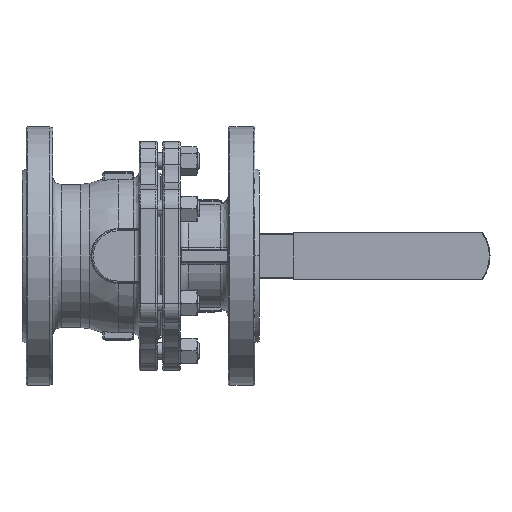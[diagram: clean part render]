
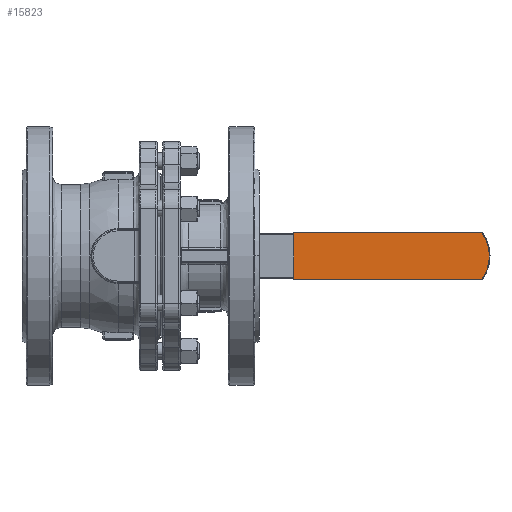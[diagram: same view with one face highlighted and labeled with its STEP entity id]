
A CAD part, front view. The second image highlights one B-rep face of the part: STEP entity #15823.
In plain terms, the highlighted planar face has unit normal (0, -1, 0).
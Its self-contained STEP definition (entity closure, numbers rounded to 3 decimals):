
#801 = ORIENTED_EDGE ( 'NONE', *, *, #39424, .F. ) ;
#805 = CARTESIAN_POINT ( 'NONE',  ( 344.444, 140.354, 33.831 ) ) ;
#1143 = VERTEX_POINT ( 'NONE', #22223 ) ;
#1587 = CARTESIAN_POINT ( 'NONE',  ( 209.616, 140.354, 0.331 ) ) ;
#2323 = VECTOR ( 'NONE', #32500, 1000. ) ;
#7045 = ORIENTED_EDGE ( 'NONE', *, *, #64489, .F. ) ;
#9480 = VECTOR ( 'NONE', #42527, 1000. ) ;
#9746 = DIRECTION ( 'NONE',  ( 0., 1., 0. ) ) ;
#10414 = CARTESIAN_POINT ( 'NONE',  ( 349.829, 140.354, 17.331 ) ) ;
#11169 = CARTESIAN_POINT ( 'NONE',  ( 209.616, 140.354, 0.831 ) ) ;
#11255 = LINE ( 'NONE', #37415, #9480 ) ;
#12804 = VERTEX_POINT ( 'NONE', #60785 ) ;
#13275 = EDGE_CURVE ( 'NONE', #13438, #43591, #37119, .T. ) ;
#13438 = VERTEX_POINT ( 'NONE', #805 ) ;
#15823 = ADVANCED_FACE ( 'NONE', ( #25352 ), #55243, .F. ) ;
#17536 = LINE ( 'NONE', #1587, #2323 ) ;
#19634 = CARTESIAN_POINT ( 'NONE',  ( 349.829, 140.354, 17.331 ) ) ;
#19662 = VERTEX_POINT ( 'NONE', #11169 ) ;
#19885 = DIRECTION ( 'NONE',  ( 1., 0., 0. ) ) ;
#20234 = CARTESIAN_POINT ( 'NONE',  ( 349.829, 140.354, 23.314 ) ) ;
#20281 = ORIENTED_EDGE ( 'NONE', *, *, #33007, .F. ) ;
#22223 = CARTESIAN_POINT ( 'NONE',  ( 344.444, 140.354, 0.831 ) ) ;
#24994 = ORIENTED_EDGE ( 'NONE', *, *, #13275, .F. ) ;
#25352 = FACE_OUTER_BOUND ( 'NONE', #60174, .T. ) ;
#30795 = CARTESIAN_POINT ( 'NONE',  ( 347.973, 140.354, 29.001 ) ) ;
#32500 = DIRECTION ( 'NONE',  ( 0., 0., 1. ) ) ;
#32539 = CARTESIAN_POINT ( 'NONE',  ( 349.829, 140.354, 11.349 ) ) ;
#33007 = EDGE_CURVE ( 'NONE', #19662, #12804, #17536, .T. ) ;
#37119 =( BOUNDED_CURVE ( )  B_SPLINE_CURVE ( 3, ( #62368, #30795, #20234, #10414 ),
 .UNSPECIFIED., .F., .F. ) 
 B_SPLINE_CURVE_WITH_KNOTS ( ( 4, 4 ),
 ( 0., 1. ),
 .UNSPECIFIED. ) 
 CURVE ( )  GEOMETRIC_REPRESENTATION_ITEM ( )  RATIONAL_B_SPLINE_CURVE ( ( 1., 0.967, 0.967, 1. ) ) 
 REPRESENTATION_ITEM ( '' )  );
#37415 = CARTESIAN_POINT ( 'NONE',  ( 350.329, 140.354, 0.831 ) ) ;
#39424 = EDGE_CURVE ( 'NONE', #43591, #1143, #47618, .T. ) ;
#42527 = DIRECTION ( 'NONE',  ( -1., 0., 0. ) ) ;
#43591 = VERTEX_POINT ( 'NONE', #19634 ) ;
#45069 = CARTESIAN_POINT ( 'NONE',  ( 350.329, 140.354, 0.331 ) ) ;
#45554 = VECTOR ( 'NONE', #62982, 1000. ) ;
#47478 = CARTESIAN_POINT ( 'NONE',  ( 344.444, 140.354, 0.831 ) ) ;
#47618 =( BOUNDED_CURVE ( )  B_SPLINE_CURVE ( 3, ( #58671, #32539, #48483, #47478 ),
 .UNSPECIFIED., .F., .F. ) 
 B_SPLINE_CURVE_WITH_KNOTS ( ( 4, 4 ),
 ( 0., 1. ),
 .UNSPECIFIED. ) 
 CURVE ( )  GEOMETRIC_REPRESENTATION_ITEM ( )  RATIONAL_B_SPLINE_CURVE ( ( 1., 0.967, 0.967, 1. ) ) 
 REPRESENTATION_ITEM ( '' )  );
#48483 = CARTESIAN_POINT ( 'NONE',  ( 347.973, 140.354, 5.662 ) ) ;
#48706 = LINE ( 'NONE', #57863, #45554 ) ;
#49858 = EDGE_CURVE ( 'NONE', #1143, #19662, #11255, .T. ) ;
#55243 = PLANE ( 'NONE',  #62442 ) ;
#57863 = CARTESIAN_POINT ( 'NONE',  ( 350.329, 140.354, 33.831 ) ) ;
#58671 = CARTESIAN_POINT ( 'NONE',  ( 349.829, 140.354, 17.331 ) ) ;
#59067 = ORIENTED_EDGE ( 'NONE', *, *, #49858, .F. ) ;
#60174 = EDGE_LOOP ( 'NONE', ( #24994, #7045, #20281, #59067, #801 ) ) ;
#60785 = CARTESIAN_POINT ( 'NONE',  ( 209.616, 140.354, 33.831 ) ) ;
#62368 = CARTESIAN_POINT ( 'NONE',  ( 344.444, 140.354, 33.831 ) ) ;
#62442 = AXIS2_PLACEMENT_3D ( 'NONE', #45069, #9746, #19885 ) ;
#62982 = DIRECTION ( 'NONE',  ( 1., 0., 0. ) ) ;
#64489 = EDGE_CURVE ( 'NONE', #12804, #13438, #48706, .T. ) ;
